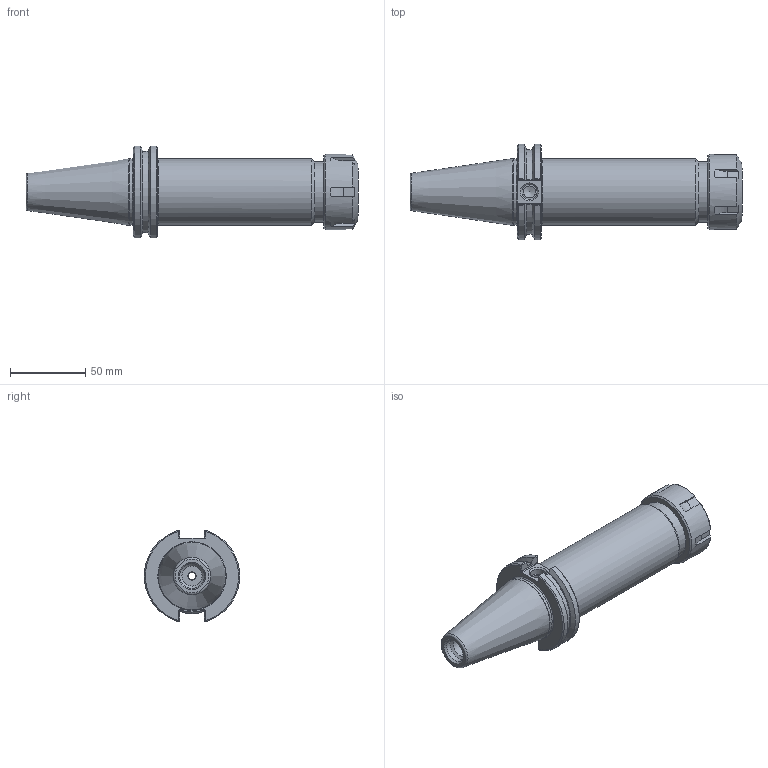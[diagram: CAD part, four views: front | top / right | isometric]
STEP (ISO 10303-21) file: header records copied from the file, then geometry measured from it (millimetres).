
FILE_DESCRIPTION((''),'2;1');
FILE_NAME('C40-32ER6.stp','2014-07-28T09:26:29',('kaykin'),(''),'Autodesk Inventor 2012','Autodesk Inventor 2012','');
FILE_SCHEMA(('AUTOMOTIVE_DESIGN { 1 0 10303 214 1 1 1 1 }'));
Length unit declared in the file: inch
Products named in the file (4): C40-32ER6; C40-32ER6-1; 32ERN; BS-18
Assembly tree (3 placements, depth 2):
  C40-32ER6
    C40-32ER6-1
    32ERN
    BS-18
Bounding box: 220.79 x 63.26 x 61.05 mm (x, y, z)
Volume: 258901.6 mm3; surface area: 54546.6 mm2
Topology: 3 solids, 3 shells, 148 faces, 381 edges, 244 vertices
Faces by surface type: plane 64, cylinder 44, cone 31, torus 9
Full cylindrical faces by diameter (mm): 7.112 x1, 8.001 x1, 10.135 x1, 13.386 x1, 16.459 x1, 17.78 x2, 18.923 x1, 20.447 x1, 23.495 x1, 27 x1, 31.8 x1, 33 x1, 38.65 x1, 40 x1, 41 x1, 43.942 x1, 44.45 x1, 50 x1
Entity records: 4460 total; most frequent: CARTESIAN_POINT 1003, DIRECTION 666, ORIENTED_EDGE 652, EDGE_CURVE 326, AXIS2_PLACEMENT_3D 273, VERTEX_POINT 234, EDGE_LOOP 204, FACE_OUTER_BOUND 148
